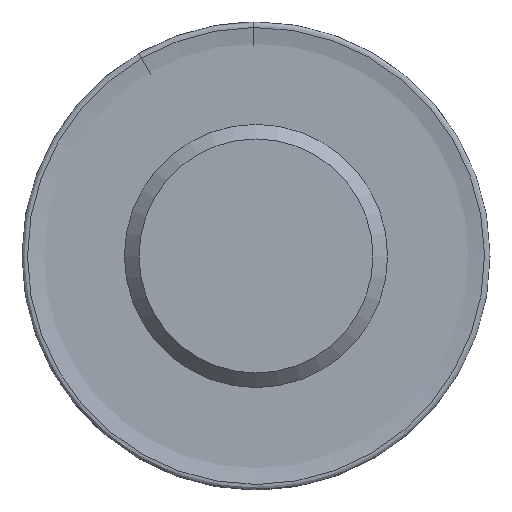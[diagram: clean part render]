
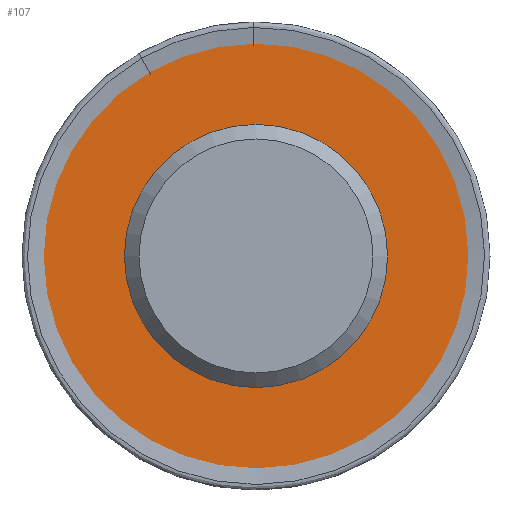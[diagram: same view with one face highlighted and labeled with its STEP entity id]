
A CAD part, left-side view. The second image highlights one B-rep face of the part: STEP entity #107.
In plain terms, the highlighted planar face has unit normal (-1, 0, 0).
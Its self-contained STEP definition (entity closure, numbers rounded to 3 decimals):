
#38=PLANE('',#567);
#53=FACE_BOUND('',#196,.T.);
#54=FACE_BOUND('',#197,.T.);
#107=ADVANCED_FACE('',(#53,#54),#38,.F.);
#196=EDGE_LOOP('',(#356));
#197=EDGE_LOOP('',(#357));
#356=ORIENTED_EDGE('',*,*,#455,.F.);
#357=ORIENTED_EDGE('',*,*,#461,.T.);
#391=VERTEX_POINT('',#1144);
#397=VERTEX_POINT('',#1163);
#455=EDGE_CURVE('',#391,#391,#503,.T.);
#461=EDGE_CURVE('',#397,#397,#509,.T.);
#503=CIRCLE('',#552,22.5);
#509=CIRCLE('',#565,38.25);
#552=AXIS2_PLACEMENT_3D('',#1143,#668,#669);
#565=AXIS2_PLACEMENT_3D('',#1162,#694,#695);
#567=AXIS2_PLACEMENT_3D('',#1165,#698,#699);
#668=DIRECTION('',(-1.,0.,0.));
#669=DIRECTION('',(0.,0.,1.));
#694=DIRECTION('',(-1.,0.,0.));
#695=DIRECTION('',(0.,0.,1.));
#698=DIRECTION('',(1.,0.,0.));
#699=DIRECTION('',(0.,0.,-1.));
#1143=CARTESIAN_POINT('',(0.5,0.,0.));
#1144=CARTESIAN_POINT('',(0.5,0.,22.5));
#1162=CARTESIAN_POINT('',(0.5,0.,0.));
#1163=CARTESIAN_POINT('',(0.5,0.,38.25));
#1165=CARTESIAN_POINT('',(0.5,22.5,0.));
